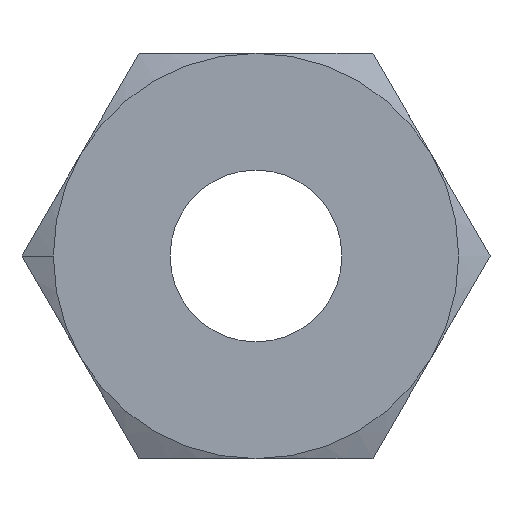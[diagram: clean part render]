
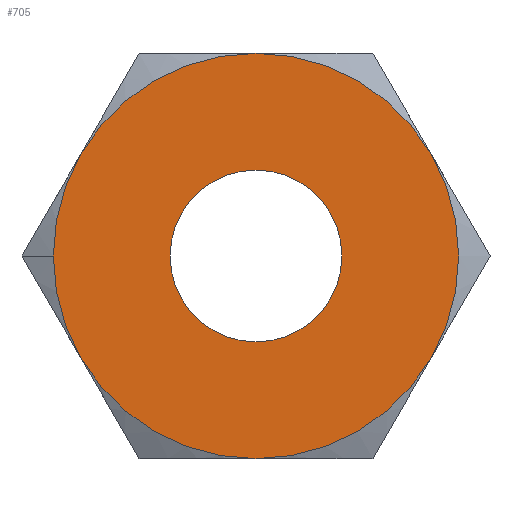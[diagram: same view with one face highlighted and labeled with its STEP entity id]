
A CAD part, front view. The second image highlights one B-rep face of the part: STEP entity #705.
In plain terms, the highlighted planar face has unit normal (0, -1, 0).
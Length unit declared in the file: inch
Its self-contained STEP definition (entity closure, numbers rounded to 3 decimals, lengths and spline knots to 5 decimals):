
#3 = CARTESIAN_POINT ( 'NONE',  ( 0., -0.0935, 0. ) ) ;
#26 = CARTESIAN_POINT ( 'NONE',  ( 0., -0.0935, 0. ) ) ;
#27 = EDGE_CURVE ( 'NONE', #665, #1041, #1006, .T. ) ;
#53 = AXIS2_PLACEMENT_3D ( 'NONE', #192, #531, #667 ) ;
#62 = DIRECTION ( 'NONE',  ( 0., 0., 1. ) ) ;
#80 = DIRECTION ( 'NONE',  ( 0., 0., 1. ) ) ;
#92 = ORIENTED_EDGE ( 'NONE', *, *, #625, .T. ) ;
#95 = DIRECTION ( 'NONE',  ( 0., 1., 0. ) ) ;
#100 = CARTESIAN_POINT ( 'NONE',  ( 0., -0.0935, 0. ) ) ;
#102 = AXIS2_PLACEMENT_3D ( 'NONE', #138, #285, #291 ) ;
#115 = CARTESIAN_POINT ( 'NONE',  ( -0.16238, -0.0935, 0.09375 ) ) ;
#123 = CARTESIAN_POINT ( 'NONE',  ( 0., -0.0935, 0. ) ) ;
#138 = CARTESIAN_POINT ( 'NONE',  ( 0., -0.0935, 0. ) ) ;
#153 = DIRECTION ( 'NONE',  ( 0., 1., 0. ) ) ;
#166 = DIRECTION ( 'NONE',  ( 0., 1., 0. ) ) ;
#168 = CIRCLE ( 'NONE', #53, 0.1875 ) ;
#183 = DIRECTION ( 'NONE',  ( 0., 0., 1. ) ) ;
#192 = CARTESIAN_POINT ( 'NONE',  ( 0., -0.0935, 0. ) ) ;
#208 = CARTESIAN_POINT ( 'NONE',  ( 0., -0.0935, -0.1875 ) ) ;
#212 = ORIENTED_EDGE ( 'NONE', *, *, #908, .T. ) ;
#217 = VERTEX_POINT ( 'NONE', #703 ) ;
#234 = CIRCLE ( 'NONE', #972, 0.1875 ) ;
#250 = EDGE_CURVE ( 'NONE', #825, #403, #902, .T. ) ;
#253 = AXIS2_PLACEMENT_3D ( 'NONE', #866, #776, #62 ) ;
#272 = DIRECTION ( 'NONE',  ( 0., 1., 0. ) ) ;
#279 = DIRECTION ( 'NONE',  ( 0., 1., 0. ) ) ;
#285 = DIRECTION ( 'NONE',  ( 0., 1., 0. ) ) ;
#291 = DIRECTION ( 'NONE',  ( 0., 0., 1. ) ) ;
#301 = EDGE_LOOP ( 'NONE', ( #787, #930, #894, #588, #307, #818, #590 ) ) ;
#304 = PLANE ( 'NONE',  #102 ) ;
#307 = ORIENTED_EDGE ( 'NONE', *, *, #682, .F. ) ;
#311 = AXIS2_PLACEMENT_3D ( 'NONE', #100, #95, #80 ) ;
#321 = DIRECTION ( 'NONE',  ( 0., 1., 0. ) ) ;
#397 = CARTESIAN_POINT ( 'NONE',  ( 0., -0.0935, 0. ) ) ;
#403 = VERTEX_POINT ( 'NONE', #655 ) ;
#448 = EDGE_CURVE ( 'NONE', #567, #485, #761, .T. ) ;
#485 = VERTEX_POINT ( 'NONE', #1002 ) ;
#487 = CIRCLE ( 'NONE', #711, 0.0795 ) ;
#493 = DIRECTION ( 'NONE',  ( 0., 0., 1. ) ) ;
#501 = EDGE_CURVE ( 'NONE', #485, #665, #168, .T. ) ;
#510 = EDGE_CURVE ( 'NONE', #403, #567, #938, .T. ) ;
#531 = DIRECTION ( 'NONE',  ( 0., 1., 0. ) ) ;
#542 = AXIS2_PLACEMENT_3D ( 'NONE', #644, #568, #586 ) ;
#549 = FACE_BOUND ( 'NONE', #1035, .T. ) ;
#567 = VERTEX_POINT ( 'NONE', #115 ) ;
#568 = DIRECTION ( 'NONE',  ( 0., 1., 0. ) ) ;
#575 = AXIS2_PLACEMENT_3D ( 'NONE', #3, #166, #583 ) ;
#583 = DIRECTION ( 'NONE',  ( -1., 0., 0. ) ) ;
#586 = DIRECTION ( 'NONE',  ( 0., 0., 1. ) ) ;
#588 = ORIENTED_EDGE ( 'NONE', *, *, #250, .F. ) ;
#590 = ORIENTED_EDGE ( 'NONE', *, *, #27, .F. ) ;
#610 = CARTESIAN_POINT ( 'NONE',  ( 0.16238, -0.0935, -0.09375 ) ) ;
#625 = EDGE_CURVE ( 'NONE', #217, #631, #487, .T. ) ;
#631 = VERTEX_POINT ( 'NONE', #676 ) ;
#632 = CARTESIAN_POINT ( 'NONE',  ( 0.16238, -0.0935, 0.09375 ) ) ;
#637 = CARTESIAN_POINT ( 'NONE',  ( -0.16238, -0.0935, -0.09375 ) ) ;
#644 = CARTESIAN_POINT ( 'NONE',  ( 0., -0.0935, 0. ) ) ;
#655 = CARTESIAN_POINT ( 'NONE',  ( -0.1875, -0.0935, 0. ) ) ;
#657 = AXIS2_PLACEMENT_3D ( 'NONE', #863, #153, #804 ) ;
#660 = AXIS2_PLACEMENT_3D ( 'NONE', #26, #272, #767 ) ;
#665 = VERTEX_POINT ( 'NONE', #632 ) ;
#667 = DIRECTION ( 'NONE',  ( 0., 0., 1. ) ) ;
#676 = CARTESIAN_POINT ( 'NONE',  ( 0., -0.0935, -0.0795 ) ) ;
#682 = EDGE_CURVE ( 'NONE', #1052, #825, #778, .T. ) ;
#703 = CARTESIAN_POINT ( 'NONE',  ( 0., -0.0935, 0.0795 ) ) ;
#705 = ADVANCED_FACE ( 'NONE', ( #549, #881 ), #304, .F. ) ;
#711 = AXIS2_PLACEMENT_3D ( 'NONE', #123, #279, #183 ) ;
#729 = CIRCLE ( 'NONE', #542, 0.0795 ) ;
#761 = CIRCLE ( 'NONE', #575, 0.1875 ) ;
#767 = DIRECTION ( 'NONE',  ( 0., 0., 1. ) ) ;
#776 = DIRECTION ( 'NONE',  ( 0., 1., 0. ) ) ;
#778 = CIRCLE ( 'NONE', #253, 0.1875 ) ;
#787 = ORIENTED_EDGE ( 'NONE', *, *, #501, .F. ) ;
#804 = DIRECTION ( 'NONE',  ( 0., 0., 1. ) ) ;
#818 = ORIENTED_EDGE ( 'NONE', *, *, #861, .F. ) ;
#825 = VERTEX_POINT ( 'NONE', #637 ) ;
#861 = EDGE_CURVE ( 'NONE', #1041, #1052, #234, .T. ) ;
#863 = CARTESIAN_POINT ( 'NONE',  ( 0., -0.0935, 0. ) ) ;
#866 = CARTESIAN_POINT ( 'NONE',  ( 0., -0.0935, 0. ) ) ;
#881 = FACE_OUTER_BOUND ( 'NONE', #301, .T. ) ;
#894 = ORIENTED_EDGE ( 'NONE', *, *, #510, .F. ) ;
#902 = CIRCLE ( 'NONE', #657, 0.1875 ) ;
#908 = EDGE_CURVE ( 'NONE', #631, #217, #729, .T. ) ;
#930 = ORIENTED_EDGE ( 'NONE', *, *, #448, .F. ) ;
#938 = CIRCLE ( 'NONE', #660, 0.1875 ) ;
#972 = AXIS2_PLACEMENT_3D ( 'NONE', #397, #321, #493 ) ;
#1002 = CARTESIAN_POINT ( 'NONE',  ( 0., -0.0935, 0.1875 ) ) ;
#1006 = CIRCLE ( 'NONE', #311, 0.1875 ) ;
#1035 = EDGE_LOOP ( 'NONE', ( #92, #212 ) ) ;
#1041 = VERTEX_POINT ( 'NONE', #610 ) ;
#1052 = VERTEX_POINT ( 'NONE', #208 ) ;
